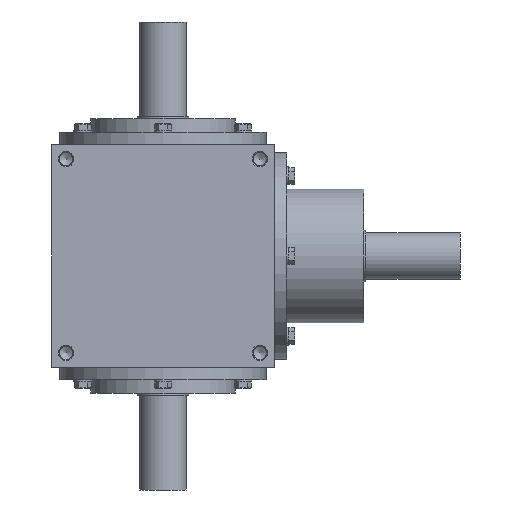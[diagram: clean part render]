
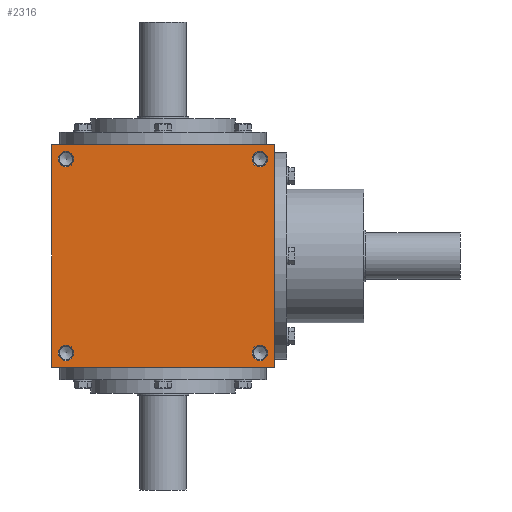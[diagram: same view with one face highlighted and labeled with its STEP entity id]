
A CAD part, front view. The second image highlights one B-rep face of the part: STEP entity #2316.
In plain terms, the highlighted planar face has unit normal (0, -1, 0).
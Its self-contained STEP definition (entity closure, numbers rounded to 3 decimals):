
#323=LINE('',#4188,#363);
#326=LINE('',#4202,#366);
#327=LINE('',#4204,#367);
#328=LINE('',#4206,#368);
#363=VECTOR('',#3381,1000.);
#366=VECTOR('',#3394,1000.);
#367=VECTOR('',#3395,1000.);
#368=VECTOR('',#3396,1000.);
#766=ORIENTED_EDGE('',*,*,#1196,.T.);
#767=ORIENTED_EDGE('',*,*,#1197,.T.);
#768=ORIENTED_EDGE('',*,*,#1198,.F.);
#769=ORIENTED_EDGE('',*,*,#1199,.F.);
#770=ORIENTED_EDGE('',*,*,#1200,.T.);
#771=ORIENTED_EDGE('',*,*,#1201,.F.);
#772=ORIENTED_EDGE('',*,*,#1202,.F.);
#773=ORIENTED_EDGE('',*,*,#1193,.T.);
#1193=EDGE_CURVE('',#1410,#1409,#323,.T.);
#1196=EDGE_CURVE('',#1412,#1412,#1554,.T.);
#1197=EDGE_CURVE('',#1413,#1413,#1555,.T.);
#1198=EDGE_CURVE('',#1414,#1414,#1556,.T.);
#1199=EDGE_CURVE('',#1415,#1415,#1557,.T.);
#1200=EDGE_CURVE('',#1409,#1416,#326,.T.);
#1201=EDGE_CURVE('',#1417,#1416,#327,.T.);
#1202=EDGE_CURVE('',#1410,#1417,#328,.T.);
#1409=VERTEX_POINT('',#4187);
#1410=VERTEX_POINT('',#4189);
#1412=VERTEX_POINT('',#4195);
#1413=VERTEX_POINT('',#4197);
#1414=VERTEX_POINT('',#4199);
#1415=VERTEX_POINT('',#4201);
#1416=VERTEX_POINT('',#4203);
#1417=VERTEX_POINT('',#4205);
#1554=CIRCLE('',#2705,7.);
#1555=CIRCLE('',#2706,7.);
#1556=CIRCLE('',#2707,7.);
#1557=CIRCLE('',#2708,7.);
#1733=EDGE_LOOP('',(#766));
#1734=EDGE_LOOP('',(#767));
#1735=EDGE_LOOP('',(#768));
#1736=EDGE_LOOP('',(#769));
#1737=EDGE_LOOP('',(#770,#771,#772,#773));
#2023=FACE_BOUND('',#1733,.T.);
#2024=FACE_BOUND('',#1734,.T.);
#2025=FACE_BOUND('',#1735,.T.);
#2026=FACE_BOUND('',#1736,.T.);
#2027=FACE_BOUND('',#1737,.T.);
#2229=PLANE('',#2704);
#2316=ADVANCED_FACE('',(#2023,#2024,#2025,#2026,#2027),#2229,.F.);
#2704=AXIS2_PLACEMENT_3D('',#4193,#3384,#3385);
#2705=AXIS2_PLACEMENT_3D('',#4194,#3386,#3387);
#2706=AXIS2_PLACEMENT_3D('',#4196,#3388,#3389);
#2707=AXIS2_PLACEMENT_3D('',#4198,#3390,#3391);
#2708=AXIS2_PLACEMENT_3D('',#4200,#3392,#3393);
#3381=DIRECTION('',(0.,0.,-1.));
#3384=DIRECTION('',(0.,1.,0.));
#3385=DIRECTION('',(0.,0.,1.));
#3386=DIRECTION('',(0.,1.,0.));
#3387=DIRECTION('',(0.,0.,1.));
#3388=DIRECTION('',(0.,1.,0.));
#3389=DIRECTION('',(0.,0.,1.));
#3390=DIRECTION('',(0.,-1.,0.));
#3391=DIRECTION('',(0.,0.,-1.));
#3392=DIRECTION('',(0.,-1.,0.));
#3393=DIRECTION('',(0.,0.,-1.));
#3394=DIRECTION('',(1.,0.,0.));
#3395=DIRECTION('',(0.,0.,-1.));
#3396=DIRECTION('',(1.,0.,0.));
#4187=CARTESIAN_POINT('',(-100.,-100.,-100.));
#4188=CARTESIAN_POINT('',(-100.,-100.,100.));
#4189=CARTESIAN_POINT('',(-100.,-100.,100.));
#4193=CARTESIAN_POINT('',(-100.,-100.,100.));
#4194=CARTESIAN_POINT('',(-87.,-100.,-87.));
#4195=CARTESIAN_POINT('',(-87.,-100.,-80.));
#4196=CARTESIAN_POINT('',(-87.,-100.,87.));
#4197=CARTESIAN_POINT('',(-87.,-100.,94.));
#4198=CARTESIAN_POINT('',(87.,-100.,-87.));
#4199=CARTESIAN_POINT('',(87.,-100.,-94.));
#4200=CARTESIAN_POINT('',(87.,-100.,87.));
#4201=CARTESIAN_POINT('',(87.,-100.,80.));
#4202=CARTESIAN_POINT('',(-100.,-100.,-100.));
#4203=CARTESIAN_POINT('',(100.,-100.,-100.));
#4204=CARTESIAN_POINT('',(100.,-100.,100.));
#4205=CARTESIAN_POINT('',(100.,-100.,100.));
#4206=CARTESIAN_POINT('',(-100.,-100.,100.));
